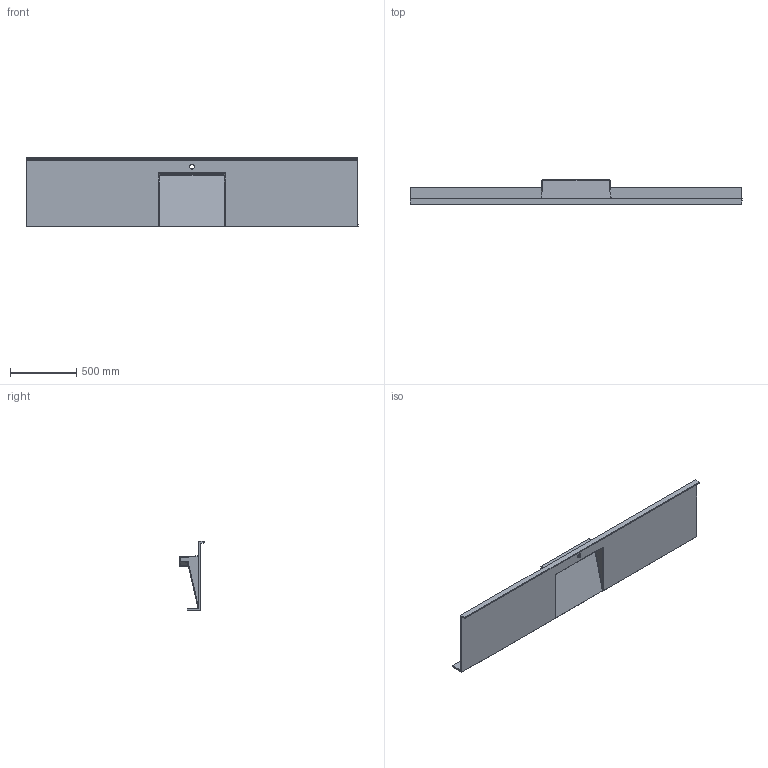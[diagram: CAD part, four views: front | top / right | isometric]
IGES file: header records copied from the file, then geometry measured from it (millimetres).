
Start section: SolidWorks IGES file using analytic representation for surfaces
Global section: file name: TRIGO.IGS; native system: SolidWorks 2020; preprocessor: SolidWorks 2020; author: cedric.miclo; date: 210816.112434; units: millimetre
Bounding box: 2500 x 185 x 520 mm (x, y, z)
Surface area: 3493369.8 mm2 (no closed solid volume)
Topology: 0 solids, 0 shells, 127 faces, 1226 edges, 1217 vertices
Faces by surface type: bspline 68, revolution 59
